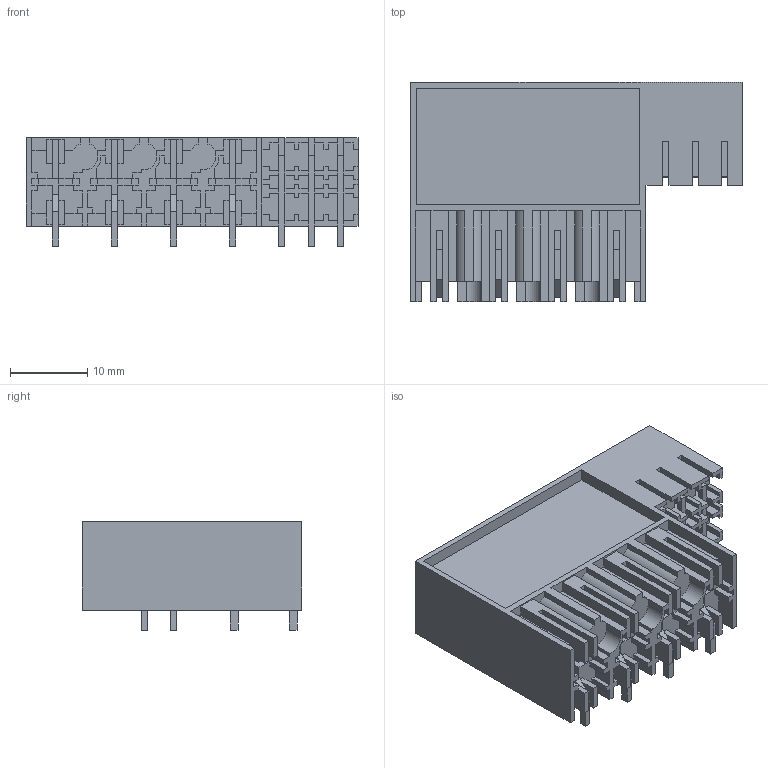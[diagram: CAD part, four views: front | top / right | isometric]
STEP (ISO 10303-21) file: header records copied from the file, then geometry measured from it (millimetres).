
FILE_DESCRIPTION(('CATIA V5 STEP Exchange','CAx-IF Rec.Pracs.--- Model Styling and Organization---1.5--- 2016-08-15','CAx-IF Rec.Pracs.---Supplemental Geometry---1.0---2011-11-01','CAx-IF Rec.Pracs.--- Composite Materials ---1.1---2010-07-15'),'2;1');
FILE_NAME ('138836-1_3', '2024-10-16T12:47:04+00:00', ('none'), ('Weidmueller'), 'CATIA Version 5-6 Release 2022 SP4 HF5', 'CATIA V5 STEP AP214 v3', 'none');
FILE_SCHEMA(('AUTOMOTIVE_DESIGN { 1 0 10303 214 1 1 1 1 }'));
Length unit declared in the file: millimetre
Products named in the file (1): 2529320000
Bounding box: 42.88 x 28.3 x 14 mm (x, y, z)
Volume: 5792.1 mm3; surface area: 8993.6 mm2
Topology: 1 solids, 1 shells, 760 faces, 2242 edges, 1487 vertices
Faces by surface type: plane 730, cylinder 18, cone 12
Entity records: 23558 total; most frequent: ORIENTED_EDGE 4484, CARTESIAN_POINT 4224, DIRECTION 2966, EDGE_CURVE 2242, VECTOR 2156, LINE 2156, VERTEX_POINT 1487, EDGE_LOOP 787
